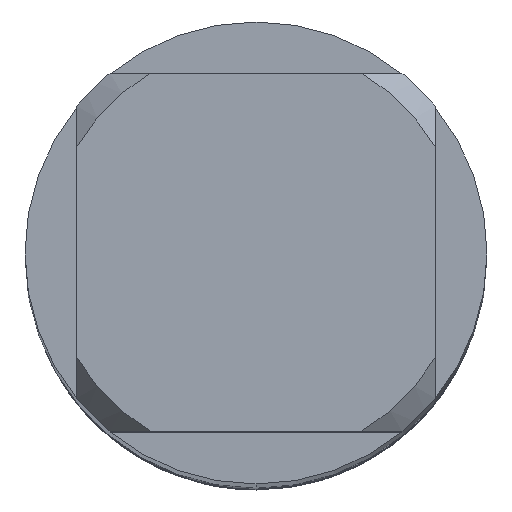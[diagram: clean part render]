
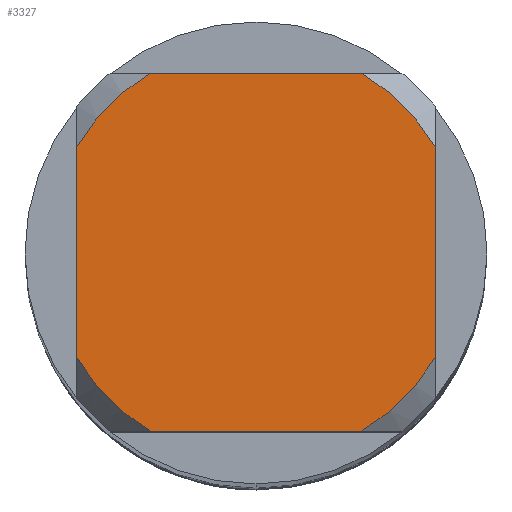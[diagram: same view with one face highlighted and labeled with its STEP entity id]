
A CAD part, top view. The second image highlights one B-rep face of the part: STEP entity #3327.
In plain terms, the highlighted planar face has unit normal (0, 0, 1).
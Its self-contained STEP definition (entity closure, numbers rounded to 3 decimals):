
#1771=EDGE_CURVE('',#2351,#4525,#4944,.T.);
#1859=VERTEX_POINT('',#5041);
#1917=EDGE_CURVE('',#3919,#1859,#5102,.T.);
#2351=VERTEX_POINT('',#5576);
#2423=VERTEX_POINT('',#5654);
#2837=EDGE_CURVE('',#4459,#1859,#6105,.T.);
#2935=EDGE_CURVE('',#4459,#4525,#6212,.T.);
#3327=ADVANCED_FACE('',(#6637),#6638,.T.);
#3667=EDGE_CURVE('',#3919,#4011,#7010,.T.);
#3919=VERTEX_POINT('',#7288);
#4011=VERTEX_POINT('',#7385);
#4023=EDGE_CURVE('',#4727,#2423,#7397,.T.);
#4247=EDGE_CURVE('',#2351,#2423,#7636,.T.);
#4427=EDGE_CURVE('',#4727,#4011,#7831,.T.);
#4459=VERTEX_POINT('',#7866);
#4525=VERTEX_POINT('',#7941);
#4727=VERTEX_POINT('',#8160);
#4944=LINE('',#9178,#9179);
#5041=CARTESIAN_POINT('',(3.1,1.83,0.0));
#5102=CIRCLE('',#9559,3.6);
#5576=CARTESIAN_POINT('',(-1.83,-3.1,0.0));
#5654=CARTESIAN_POINT('',(-3.1,-1.83,0.0));
#6105=LINE('',#14359,#14360);
#6212=CIRCLE('',#14550,3.6);
#6637=FACE_OUTER_BOUND('',#16567,.T.);
#6638=PLANE('',#16568);
#7010=LINE('',#17947,#17948);
#7288=CARTESIAN_POINT('',(1.83,3.1,0.0));
#7385=CARTESIAN_POINT('',(-1.83,3.1,0.0));
#7397=LINE('',#19341,#19342);
#7636=CIRCLE('',#20297,3.6);
#7831=CIRCLE('',#21149,3.6);
#7866=CARTESIAN_POINT('',(3.1,-1.83,0.0));
#7941=CARTESIAN_POINT('',(1.83,-3.1,0.0));
#8160=CARTESIAN_POINT('',(-3.1,1.83,0.0));
#9178=CARTESIAN_POINT('',(0.0,-3.1,0.0));
#9179=VECTOR('',#22683,1.0);
#9559=AXIS2_PLACEMENT_3D('',#22836,#22837,#22838);
#14359=CARTESIAN_POINT('',(3.1,0.9,0.0));
#14360=VECTOR('',#23890,1.0);
#14550=AXIS2_PLACEMENT_3D('',#24029,#24030,#24031);
#16567=EDGE_LOOP('',(#24513,#24514,#24515,#24516,#24517,#24518,#24519,#24520));
#16568=AXIS2_PLACEMENT_3D('',#24521,#24522,#24523);
#17947=CARTESIAN_POINT('',(0.0,3.1,0.0));
#17948=VECTOR('',#25000,1.0);
#19341=CARTESIAN_POINT('',(-3.1,0.9,0.0));
#19342=VECTOR('',#25348,1.0);
#20297=AXIS2_PLACEMENT_3D('',#25553,#25554,#25555);
#21149=AXIS2_PLACEMENT_3D('',#25702,#25703,#25704);
#22683=DIRECTION('',(1.0,0.0,0.0));
#22836=CARTESIAN_POINT('',(0.0,0.0,0.0));
#22837=DIRECTION('',(0.0,0.0,-1.0));
#22838=DIRECTION('',(0.0,1.0,0.0));
#23890=DIRECTION('',(-0.0,1.0,0.0));
#24029=CARTESIAN_POINT('',(0.0,0.0,0.0));
#24030=DIRECTION('',(0.0,0.0,-1.0));
#24031=DIRECTION('',(0.0,1.0,0.0));
#24513=ORIENTED_EDGE('',*,*,#4023,.T.);
#24514=ORIENTED_EDGE('',*,*,#4247,.F.);
#24515=ORIENTED_EDGE('',*,*,#1771,.T.);
#24516=ORIENTED_EDGE('',*,*,#2935,.F.);
#24517=ORIENTED_EDGE('',*,*,#2837,.T.);
#24518=ORIENTED_EDGE('',*,*,#1917,.F.);
#24519=ORIENTED_EDGE('',*,*,#3667,.T.);
#24520=ORIENTED_EDGE('',*,*,#4427,.F.);
#24521=CARTESIAN_POINT('',(0.0,1.8,0.0));
#24522=DIRECTION('',(-0.0,0.0,1.0));
#24523=DIRECTION('',(0.0,-1.0,0.0));
#25000=DIRECTION('',(-1.0,0.0,0.0));
#25348=DIRECTION('',(-0.0,-1.0,0.0));
#25553=CARTESIAN_POINT('',(0.0,0.0,0.0));
#25554=DIRECTION('',(0.0,0.0,-1.0));
#25555=DIRECTION('',(0.0,1.0,0.0));
#25702=CARTESIAN_POINT('',(0.0,0.0,0.0));
#25703=DIRECTION('',(0.0,0.0,-1.0));
#25704=DIRECTION('',(0.0,1.0,0.0));
